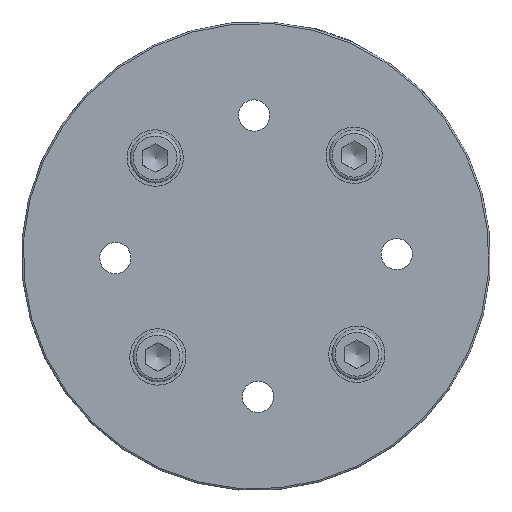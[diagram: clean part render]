
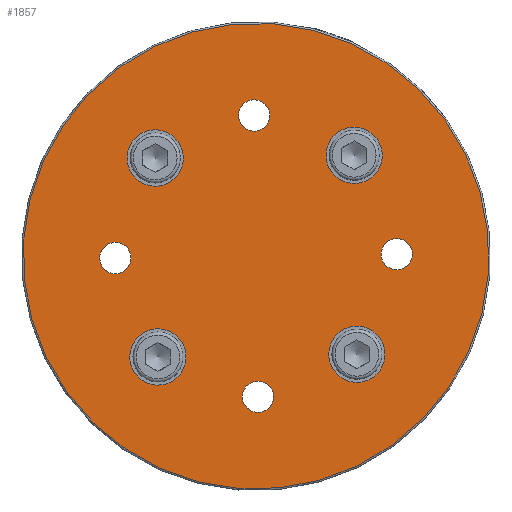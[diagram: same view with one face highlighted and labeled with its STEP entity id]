
A CAD part, front view. The second image highlights one B-rep face of the part: STEP entity #1857.
In plain terms, the highlighted planar face has unit normal (0, -1, 0).
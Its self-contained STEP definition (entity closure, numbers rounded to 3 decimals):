
#162=FACE_BOUND('',#403,.T.);
#163=FACE_BOUND('',#404,.T.);
#164=FACE_BOUND('',#405,.T.);
#165=FACE_BOUND('',#406,.T.);
#166=FACE_BOUND('',#407,.T.);
#167=FACE_BOUND('',#408,.T.);
#168=FACE_BOUND('',#409,.T.);
#169=FACE_BOUND('',#410,.T.);
#196=PLANE('',#2102);
#288=FACE_OUTER_BOUND('',#402,.T.);
#402=EDGE_LOOP('',(#1434));
#403=EDGE_LOOP('',(#1435));
#404=EDGE_LOOP('',(#1436));
#405=EDGE_LOOP('',(#1437));
#406=EDGE_LOOP('',(#1438));
#407=EDGE_LOOP('',(#1439));
#408=EDGE_LOOP('',(#1440));
#409=EDGE_LOOP('',(#1441));
#410=EDGE_LOOP('',(#1442));
#727=CIRCLE('',#2015,5.);
#729=CIRCLE('',#2018,5.);
#731=CIRCLE('',#2021,5.);
#733=CIRCLE('',#2024,5.);
#748=CIRCLE('',#2054,9.);
#752=CIRCLE('',#2061,9.);
#756=CIRCLE('',#2068,9.);
#760=CIRCLE('',#2075,9.);
#774=CIRCLE('',#2100,74.5);
#842=VERTEX_POINT('',#2846);
#844=VERTEX_POINT('',#2852);
#846=VERTEX_POINT('',#2858);
#848=VERTEX_POINT('',#2864);
#883=VERTEX_POINT('',#3152);
#887=VERTEX_POINT('',#3165);
#891=VERTEX_POINT('',#3178);
#895=VERTEX_POINT('',#3191);
#901=VERTEX_POINT('',#3225);
#1012=EDGE_CURVE('',#842,#842,#727,.T.);
#1015=EDGE_CURVE('',#844,#844,#729,.T.);
#1018=EDGE_CURVE('',#846,#846,#731,.T.);
#1021=EDGE_CURVE('',#848,#848,#733,.T.);
#1066=EDGE_CURVE('',#883,#883,#748,.T.);
#1072=EDGE_CURVE('',#887,#887,#752,.T.);
#1078=EDGE_CURVE('',#891,#891,#756,.T.);
#1084=EDGE_CURVE('',#895,#895,#760,.T.);
#1100=EDGE_CURVE('',#901,#901,#774,.T.);
#1434=ORIENTED_EDGE('',*,*,#1100,.T.);
#1435=ORIENTED_EDGE('',*,*,#1012,.T.);
#1436=ORIENTED_EDGE('',*,*,#1015,.T.);
#1437=ORIENTED_EDGE('',*,*,#1018,.T.);
#1438=ORIENTED_EDGE('',*,*,#1021,.T.);
#1439=ORIENTED_EDGE('',*,*,#1066,.T.);
#1440=ORIENTED_EDGE('',*,*,#1072,.T.);
#1441=ORIENTED_EDGE('',*,*,#1078,.T.);
#1442=ORIENTED_EDGE('',*,*,#1084,.T.);
#1857=ADVANCED_FACE('',(#288,#162,#163,#164,#165,#166,#167,#168,#169),#196,
 .T.);
#2015=AXIS2_PLACEMENT_3D('',#2848,#2259,#2260);
#2018=AXIS2_PLACEMENT_3D('',#2854,#2266,#2267);
#2021=AXIS2_PLACEMENT_3D('',#2860,#2273,#2274);
#2024=AXIS2_PLACEMENT_3D('',#2866,#2280,#2281);
#2054=AXIS2_PLACEMENT_3D('',#3154,#2354,#2355);
#2061=AXIS2_PLACEMENT_3D('',#3167,#2370,#2371);
#2068=AXIS2_PLACEMENT_3D('',#3180,#2386,#2387);
#2075=AXIS2_PLACEMENT_3D('',#3193,#2402,#2403);
#2100=AXIS2_PLACEMENT_3D('',#3226,#2454,#2455);
#2102=AXIS2_PLACEMENT_3D('',#3228,#2458,#2459);
#2259=DIRECTION('center_axis',(0.,1.,0.));
#2260=DIRECTION('ref_axis',(1.,0.,0.));
#2266=DIRECTION('center_axis',(0.,1.,0.));
#2267=DIRECTION('ref_axis',(1.,0.,0.));
#2273=DIRECTION('center_axis',(0.,1.,0.));
#2274=DIRECTION('ref_axis',(1.,0.,0.));
#2280=DIRECTION('center_axis',(0.,1.,0.));
#2281=DIRECTION('ref_axis',(1.,0.,0.));
#2354=DIRECTION('center_axis',(0.,1.,0.));
#2355=DIRECTION('ref_axis',(1.,0.,0.));
#2370=DIRECTION('center_axis',(0.,1.,0.));
#2371=DIRECTION('ref_axis',(1.,0.,0.));
#2386=DIRECTION('center_axis',(0.,1.,0.));
#2387=DIRECTION('ref_axis',(1.,0.,0.));
#2402=DIRECTION('center_axis',(0.,1.,0.));
#2403=DIRECTION('ref_axis',(1.,0.,0.));
#2454=DIRECTION('center_axis',(0.,-1.,0.));
#2455=DIRECTION('ref_axis',(1.,0.,0.));
#2458=DIRECTION('center_axis',(0.,-1.,0.));
#2459=DIRECTION('ref_axis',(0.,0.,-1.));
#2846=CARTESIAN_POINT('',(26.82,0.,31.82));
#2848=CARTESIAN_POINT('Origin',(31.82,0.,31.82));
#2852=CARTESIAN_POINT('',(-36.82,0.,-31.82));
#2854=CARTESIAN_POINT('Origin',(-31.82,0.,-31.82));
#2858=CARTESIAN_POINT('',(26.82,0.,-31.82));
#2860=CARTESIAN_POINT('Origin',(31.82,0.,-31.82));
#2864=CARTESIAN_POINT('',(-36.82,0.,31.82));
#2866=CARTESIAN_POINT('Origin',(-31.82,0.,31.82));
#3152=CARTESIAN_POINT('',(-9.,0.,45.));
#3154=CARTESIAN_POINT('Origin',(0.,0.,45.));
#3165=CARTESIAN_POINT('',(-54.,0.,0.));
#3167=CARTESIAN_POINT('Origin',(-45.,0.,0.));
#3178=CARTESIAN_POINT('',(36.,0.,0.));
#3180=CARTESIAN_POINT('Origin',(45.,0.,0.));
#3191=CARTESIAN_POINT('',(-9.,0.,-45.));
#3193=CARTESIAN_POINT('Origin',(0.,0.,-45.));
#3225=CARTESIAN_POINT('',(0.,0.,74.5));
#3226=CARTESIAN_POINT('Origin',(0.,0.,0.));
#3228=CARTESIAN_POINT('Origin',(0.,0.,0.));
